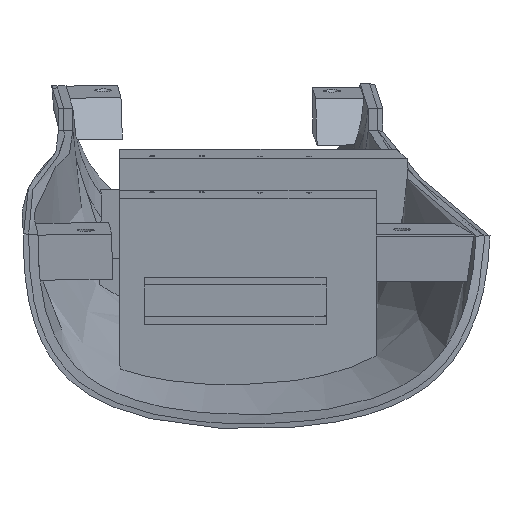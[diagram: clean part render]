
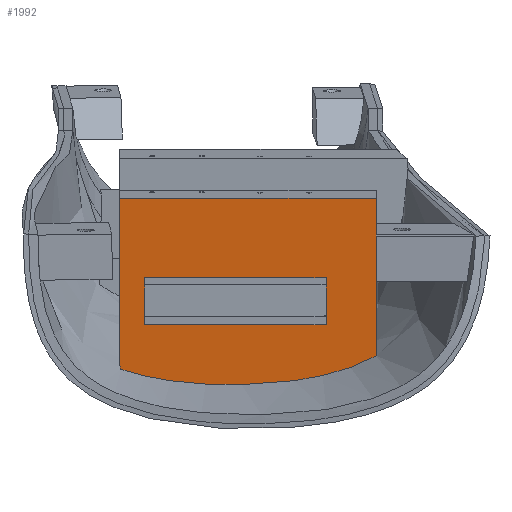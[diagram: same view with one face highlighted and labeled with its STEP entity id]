
A CAD part, front view. The second image highlights one B-rep face of the part: STEP entity #1992.
In plain terms, the highlighted planar face has unit normal (0, -0.989, -0.147).
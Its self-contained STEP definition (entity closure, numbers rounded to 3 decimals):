
#91=PLANE('',#2134);
#140=FACE_BOUND('',#344,.T.);
#216=FACE_OUTER_BOUND('',#343,.T.);
#343=EDGE_LOOP('',(#1563,#1564,#1565,#1566,#1567,#1568,#1569));
#344=EDGE_LOOP('',(#1570,#1571,#1572,#1573));
#474=LINE('',#4106,#604);
#479=LINE('',#4116,#609);
#482=LINE('',#4122,#612);
#485=LINE('',#4126,#615);
#491=LINE('',#4474,#621);
#493=LINE('',#4478,#623);
#503=LINE('',#4546,#633);
#604=VECTOR('',#2327,10.);
#609=VECTOR('',#2338,10.);
#612=VECTOR('',#2343,10.);
#615=VECTOR('',#2348,10.);
#621=VECTOR('',#2362,10.);
#623=VECTOR('',#2366,10.);
#633=VECTOR('',#2384,10.);
#744=B_SPLINE_CURVE_WITH_KNOTS('',3,(#4632,#4633,#4634,#4635,#4636,#4637,
#4638,#4639,#4640,#4641,#4642,#4643,#4644,#4645,#4646,#4647),
 .UNSPECIFIED.,.F.,.F.,(4,3,3,3,3,4),(-0.943,-0.895,
-0.846,-0.791,-0.728,-0.672),
 .UNSPECIFIED.);
#745=B_SPLINE_CURVE_WITH_KNOTS('',3,(#4650,#4651,#4652,#4653,#4654,#4655,
#4656),.UNSPECIFIED.,.F.,.F.,(4,3,4),(-9.222,-7.616,
-7.224),.UNSPECIFIED.);
#746=B_SPLINE_CURVE_WITH_KNOTS('',3,(#4658,#4659,#4660,#4661),
 .UNSPECIFIED.,.F.,.F.,(4,4),(-2.465,-0.05),
 .UNSPECIFIED.);
#747=B_SPLINE_CURVE_WITH_KNOTS('',3,(#4662,#4663,#4664,#4665,#4666,#4667,
#4668),.UNSPECIFIED.,.F.,.F.,(4,3,4),(-15.116,-13.528,
-13.158),.UNSPECIFIED.);
#907=VERTEX_POINT('',#4103);
#908=VERTEX_POINT('',#4105);
#910=VERTEX_POINT('',#4115);
#912=VERTEX_POINT('',#4121);
#927=VERTEX_POINT('',#4471);
#928=VERTEX_POINT('',#4473);
#929=VERTEX_POINT('',#4477);
#937=VERTEX_POINT('',#4534);
#941=VERTEX_POINT('',#4612);
#942=VERTEX_POINT('',#4649);
#943=VERTEX_POINT('',#4657);
#1128=EDGE_CURVE('',#908,#907,#474,.T.);
#1133=EDGE_CURVE('',#910,#908,#479,.T.);
#1136=EDGE_CURVE('',#912,#910,#482,.T.);
#1139=EDGE_CURVE('',#907,#912,#485,.T.);
#1159=EDGE_CURVE('',#927,#928,#491,.F.);
#1161=EDGE_CURVE('',#928,#929,#493,.F.);
#1173=EDGE_CURVE('',#937,#929,#503,.T.);
#1179=EDGE_CURVE('',#927,#941,#744,.T.);
#1180=EDGE_CURVE('',#942,#941,#745,.T.);
#1181=EDGE_CURVE('',#943,#942,#746,.T.);
#1182=EDGE_CURVE('',#937,#943,#747,.T.);
#1563=ORIENTED_EDGE('',*,*,#1180,.F.);
#1564=ORIENTED_EDGE('',*,*,#1181,.F.);
#1565=ORIENTED_EDGE('',*,*,#1182,.F.);
#1566=ORIENTED_EDGE('',*,*,#1173,.T.);
#1567=ORIENTED_EDGE('',*,*,#1161,.F.);
#1568=ORIENTED_EDGE('',*,*,#1159,.F.);
#1569=ORIENTED_EDGE('',*,*,#1179,.T.);
#1570=ORIENTED_EDGE('',*,*,#1136,.T.);
#1571=ORIENTED_EDGE('',*,*,#1133,.T.);
#1572=ORIENTED_EDGE('',*,*,#1128,.T.);
#1573=ORIENTED_EDGE('',*,*,#1139,.T.);
#1992=ADVANCED_FACE('',(#216,#140),#91,.T.);
#2134=AXIS2_PLACEMENT_3D('',#4648,#2387,#2388);
#2327=DIRECTION('',(0.,0.147,-0.989));
#2338=DIRECTION('',(1.,0.,0.));
#2343=DIRECTION('',(0.,-0.147,0.989));
#2348=DIRECTION('',(-1.,0.,0.));
#2362=DIRECTION('',(0.,0.147,-0.989));
#2366=DIRECTION('',(-1.,0.,0.));
#2384=DIRECTION('',(0.,-0.147,0.989));
#2387=DIRECTION('center_axis',(0.,-0.989,
-0.147));
#2388=DIRECTION('ref_axis',(0.,-0.147,0.989));
#4103=CARTESIAN_POINT('',(145.416,143.545,39.846));
#4105=CARTESIAN_POINT('',(145.416,142.188,48.978));
#4106=CARTESIAN_POINT('',(145.416,142.543,46.591));
#4115=CARTESIAN_POINT('',(110.049,142.188,48.978));
#4116=CARTESIAN_POINT('',(120.11,142.188,48.978));
#4121=CARTESIAN_POINT('',(110.049,143.545,39.846));
#4122=CARTESIAN_POINT('',(110.049,143.221,42.025));
#4126=CARTESIAN_POINT('',(137.794,143.545,39.846));
#4471=CARTESIAN_POINT('',(105.187,144.613,32.657));
#4473=CARTESIAN_POINT('',(105.187,139.889,64.454));
#4474=CARTESIAN_POINT('',(105.187,141.761,51.857));
#4477=CARTESIAN_POINT('',(155.187,139.889,64.454));
#4478=CARTESIAN_POINT('',(130.18,139.889,64.454));
#4534=CARTESIAN_POINT('',(155.187,144.451,33.747));
#4546=CARTESIAN_POINT('',(155.187,143.705,38.773));
#4612=CARTESIAN_POINT('',(105.415,144.839,31.136));
#4632=CARTESIAN_POINT('Ctrl Pts',(105.187,144.613,32.657));
#4633=CARTESIAN_POINT('Ctrl Pts',(105.176,144.628,32.557));
#4634=CARTESIAN_POINT('Ctrl Pts',(105.169,144.643,32.459));
#4635=CARTESIAN_POINT('Ctrl Pts',(105.166,144.657,32.362));
#4636=CARTESIAN_POINT('Ctrl Pts',(105.163,144.672,32.263));
#4637=CARTESIAN_POINT('Ctrl Pts',(105.165,144.686,32.166));
#4638=CARTESIAN_POINT('Ctrl Pts',(105.171,144.7,32.071));
#4639=CARTESIAN_POINT('Ctrl Pts',(105.178,144.716,31.966));
#4640=CARTESIAN_POINT('Ctrl Pts',(105.191,144.731,31.863));
#4641=CARTESIAN_POINT('Ctrl Pts',(105.209,144.746,31.762));
#4642=CARTESIAN_POINT('Ctrl Pts',(105.231,144.764,31.645));
#4643=CARTESIAN_POINT('Ctrl Pts',(105.26,144.781,31.53));
#4644=CARTESIAN_POINT('Ctrl Pts',(105.298,144.797,31.419));
#4645=CARTESIAN_POINT('Ctrl Pts',(105.33,144.812,31.322));
#4646=CARTESIAN_POINT('Ctrl Pts',(105.369,144.826,31.228));
#4647=CARTESIAN_POINT('Ctrl Pts',(105.415,144.839,31.136));
#4648=CARTESIAN_POINT('Origin',(130.172,142.898,44.204));
#4649=CARTESIAN_POINT('',(115.067,145.171,28.9));
#4650=CARTESIAN_POINT('Ctrl Pts',(115.067,145.171,28.9));
#4651=CARTESIAN_POINT('Ctrl Pts',(112.439,145.116,29.272));
#4652=CARTESIAN_POINT('Ctrl Pts',(109.802,145.038,29.8));
#4653=CARTESIAN_POINT('Ctrl Pts',(107.264,144.927,30.546));
#4654=CARTESIAN_POINT('Ctrl Pts',(106.645,144.9,30.728));
#4655=CARTESIAN_POINT('Ctrl Pts',(106.033,144.871,30.923));
#4656=CARTESIAN_POINT('Ctrl Pts',(105.415,144.839,31.136));
#4657=CARTESIAN_POINT('',(139.101,145.171,28.9));
#4658=CARTESIAN_POINT('Ctrl Pts',(139.101,145.171,28.9));
#4659=CARTESIAN_POINT('Ctrl Pts',(132.229,145.309,27.973));
#4660=CARTESIAN_POINT('Ctrl Pts',(123.075,145.34,27.767));
#4661=CARTESIAN_POINT('Ctrl Pts',(115.067,145.171,28.9));
#4662=CARTESIAN_POINT('Ctrl Pts',(155.187,144.451,33.747));
#4663=CARTESIAN_POINT('Ctrl Pts',(151.361,144.769,31.611));
#4664=CARTESIAN_POINT('Ctrl Pts',(146.881,144.971,30.251));
#4665=CARTESIAN_POINT('Ctrl Pts',(142.299,145.096,29.408));
#4666=CARTESIAN_POINT('Ctrl Pts',(141.232,145.125,29.211));
#4667=CARTESIAN_POINT('Ctrl Pts',(140.162,145.15,29.043));
#4668=CARTESIAN_POINT('Ctrl Pts',(139.101,145.171,28.9));
